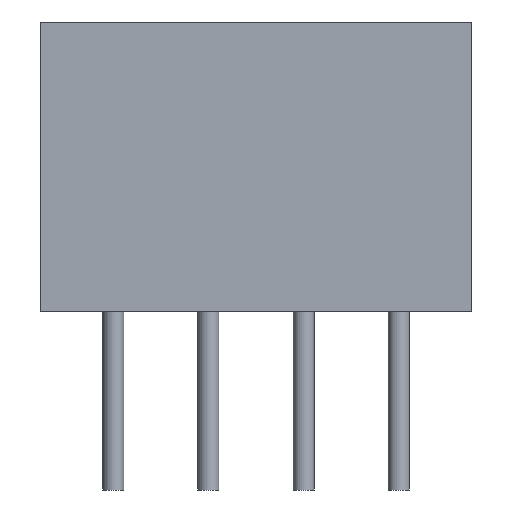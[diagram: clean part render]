
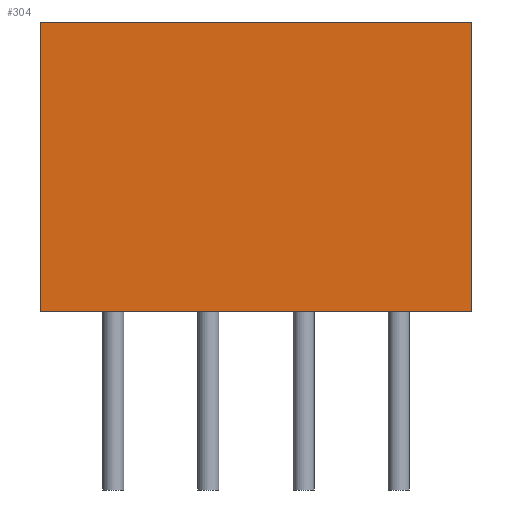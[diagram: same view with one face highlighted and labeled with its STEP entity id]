
A CAD part, front view. The second image highlights one B-rep face of the part: STEP entity #304.
In plain terms, the highlighted planar face has unit normal (0, -1, 0).
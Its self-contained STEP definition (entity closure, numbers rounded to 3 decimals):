
#304=ADVANCED_FACE('',(#310),#305,.T.);
#305=PLANE('',#306);
#306=AXIS2_PLACEMENT_3D('',#307,#308,#309);
#307=CARTESIAN_POINT('',(-1.955,-3.05,0.0));
#308=DIRECTION('',(0.0,-1.0,0.0));
#309=DIRECTION('',(0.,0.,1.));
#310=FACE_OUTER_BOUND('',#311,.T.);
#311=EDGE_LOOP('',(#312,#322,#332,#342));
#315=CARTESIAN_POINT('',(9.575,-3.05,0.0));
#314=VERTEX_POINT('',#315);
#317=CARTESIAN_POINT('',(-1.955,-3.05,0.0));
#316=VERTEX_POINT('',#317);
#313=EDGE_CURVE('',#314,#316,#318,.T.);
#318=LINE('',#315,#320);
#320=VECTOR('',#321,11.53);
#321=DIRECTION('',(-1.0,0.0,0.0));
#312=ORIENTED_EDGE('',*,*,#313,.F.);
#325=CARTESIAN_POINT('',(9.575,-3.05,7.722));
#324=VERTEX_POINT('',#325);
#323=EDGE_CURVE('',#324,#314,#328,.T.);
#328=LINE('',#325,#330);
#330=VECTOR('',#331,7.722);
#331=DIRECTION('',(0.0,0.0,-1.0));
#322=ORIENTED_EDGE('',*,*,#323,.F.);
#335=CARTESIAN_POINT('',(-1.955,-3.05,7.722));
#334=VERTEX_POINT('',#335);
#333=EDGE_CURVE('',#334,#324,#338,.T.);
#338=LINE('',#335,#340);
#340=VECTOR('',#341,11.53);
#341=DIRECTION('',(1.0,0.0,0.0));
#332=ORIENTED_EDGE('',*,*,#333,.F.);
#343=EDGE_CURVE('',#316,#334,#348,.T.);
#348=LINE('',#317,#350);
#350=VECTOR('',#351,7.722);
#351=DIRECTION('',(0.0,0.0,1.0));
#342=ORIENTED_EDGE('',*,*,#343,.F.);
